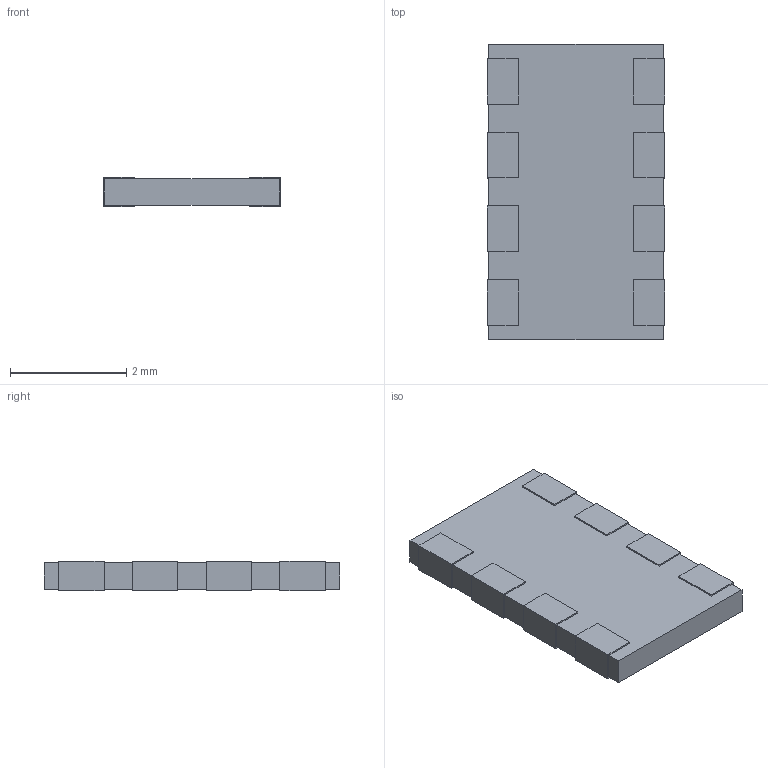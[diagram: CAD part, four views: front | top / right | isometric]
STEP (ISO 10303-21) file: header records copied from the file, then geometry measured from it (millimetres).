
FILE_DESCRIPTION(('STEP AP214'),'1');
FILE_NAME('CRA12E_VIS','2020-08-18T04:32:41',(''),(''),'','','');
FILE_SCHEMA(('AUTOMOTIVE_DESIGN'));
Length unit declared in the file: millimetre
Products named in the file (1): product
Bounding box: 3.05 x 5.08 x 0.51 mm (x, y, z)
Volume: 7.2 mm3; surface area: 58 mm2
Topology: 9 solids, 9 shells, 86 faces, 204 edges, 136 vertices
Faces by surface type: plane 86
Entity records: 2345 total; most frequent: ORIENTED_EDGE 408, DIRECTION 378, CARTESIAN_POINT 223, EDGE_CURVE 204, LINE 204, VECTOR 204, VERTEX_POINT 136, AXIS2_PLACEMENT_3D 87
